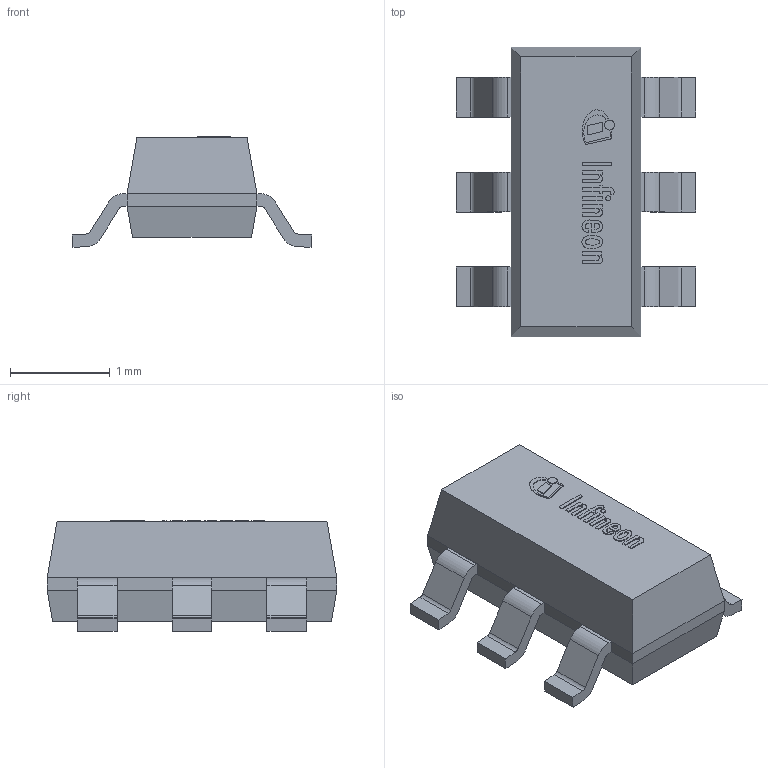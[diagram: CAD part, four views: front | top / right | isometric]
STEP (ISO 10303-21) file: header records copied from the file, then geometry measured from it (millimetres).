
FILE_DESCRIPTION(/* description */ (''),/* implementation_level */ '2;1');
FILE_NAME(/* name */ 'PG-SOT23-6-4_Z8B00232758_V02_3D.stp',/* time_stamp */ '2023-04-25T18:27:43+06:00',/* author */ ('Subramani'),/* organization */ (''),/* preprocessor_version */ 'ST-DEVELOPER v16.13',/* originating_system */ 'AutoCAD Mechanical',/* authorisation */ '');
FILE_SCHEMA (('AUTOMOTIVE_DESIGN { 1 0 10303 214 3 1 1 }'));
Length unit declared in the file: millimetre
Products named in the file (1): Product
Bounding box: 2.4 x 2.9 x 1.11 mm (x, y, z)
Volume: 3.7 mm3; surface area: 35.3 mm2
Topology: 21 solids, 21 shells, 212 faces, 510 edges, 340 vertices
Faces by surface type: plane 167, cylinder 27, bspline 18
Full cylindrical faces by diameter (mm): 0.049 x1, 0.099 x1
Entity records: 6426 total; most frequent: CARTESIAN_POINT 1507, ORIENTED_EDGE 1016, DIRECTION 916, EDGE_CURVE 508, LINE 418, VECTOR 418, VERTEX_POINT 340, AXIS2_PLACEMENT_3D 249
